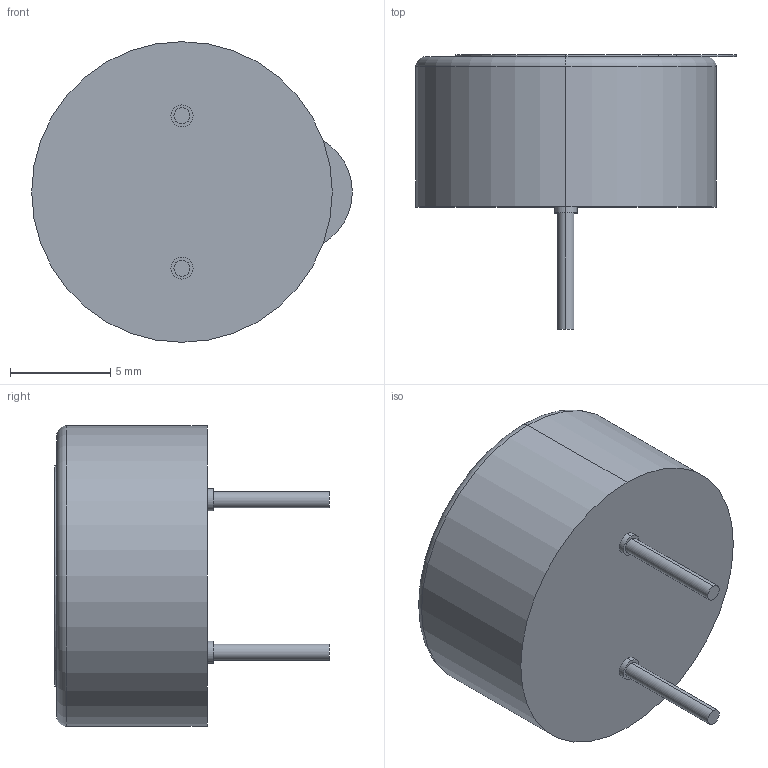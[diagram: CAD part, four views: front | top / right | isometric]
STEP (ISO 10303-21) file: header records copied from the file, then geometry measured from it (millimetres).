
FILE_DESCRIPTION(('STEP AP242'),'1');
FILE_NAME('cvs-1508.stp','2019-08-30T06:01:16',('TraceParts'),('TraceParts S.A.'),'Spatial InterOp 3D',' ',' ');
FILE_SCHEMA(('AP242_MANAGED_MODEL_BASED_3D_ENGINEERING_MIM_LF {1 0 10303 442 1 1 4}'));
Length unit declared in the file: millimetre
Products named in the file (1): cvs-1508_1
Bounding box: 16 x 13.7 x 15 mm (x, y, z)
Volume: 1340.4 mm3; surface area: 953.6 mm2
Topology: 2 solids, 2 shells, 26 faces, 52 edges, 34 vertices
Faces by surface type: cylinder 14, plane 10, torus 2
Entity records: 937 total; most frequent: DIRECTION 140, CARTESIAN_POINT 114, ORIENTED_EDGE 104, AXIS2_PLACEMENT_3D 60, EDGE_CURVE 52, VERTEX_POINT 34, CIRCLE 32, EDGE_LOOP 30
